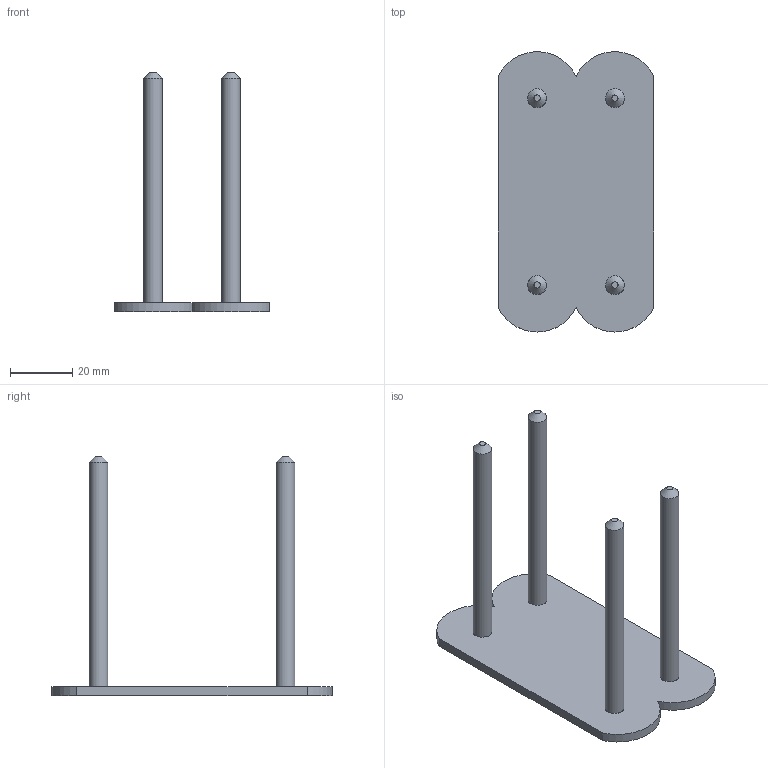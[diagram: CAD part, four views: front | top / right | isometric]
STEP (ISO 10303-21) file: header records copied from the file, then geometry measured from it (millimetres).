
FILE_DESCRIPTION((''),'2;1');
FILE_NAME('DOSPOJ01_spojnik_omar.stp','2020-04-08T11:06:26',('SUPER'),(''),'Autodesk Inventor 2010','Autodesk Inventor 2010','');
FILE_SCHEMA(('AUTOMOTIVE_DESIGN { 1 0 10303 214 1 1 1 1 }'));
Length unit declared in the file: millimetre
Products named in the file (3): DOSPOJ01_spojnik_omar; PLOŠČA VEZNEGA ELEMENTA; ZATIČ VEZNEGA ELEMENTA
Assembly tree (5 placements, depth 2):
  DOSPOJ01_spojnik_omar
    PLOŠČA VEZNEGA ELEMENTA
    ZATIČ VEZNEGA ELEMENTA  x4
Bounding box: 50 x 89.95 x 77 mm (x, y, z)
Volume: 20847 mm3; surface area: 15108.3 mm2
Topology: 5 solids, 5 shells, 32 faces, 62 edges, 40 vertices
Faces by surface type: plane 12, cylinder 10, cone 8, bspline 2
Full cylindrical faces by diameter (mm): 6 x6
Entity records: 588 total; most frequent: CARTESIAN_POINT 113, DIRECTION 96, ORIENTED_EDGE 60, AXIS2_PLACEMENT_3D 43, EDGE_LOOP 32, EDGE_CURVE 30, VERTEX_POINT 24, CIRCLE 20
